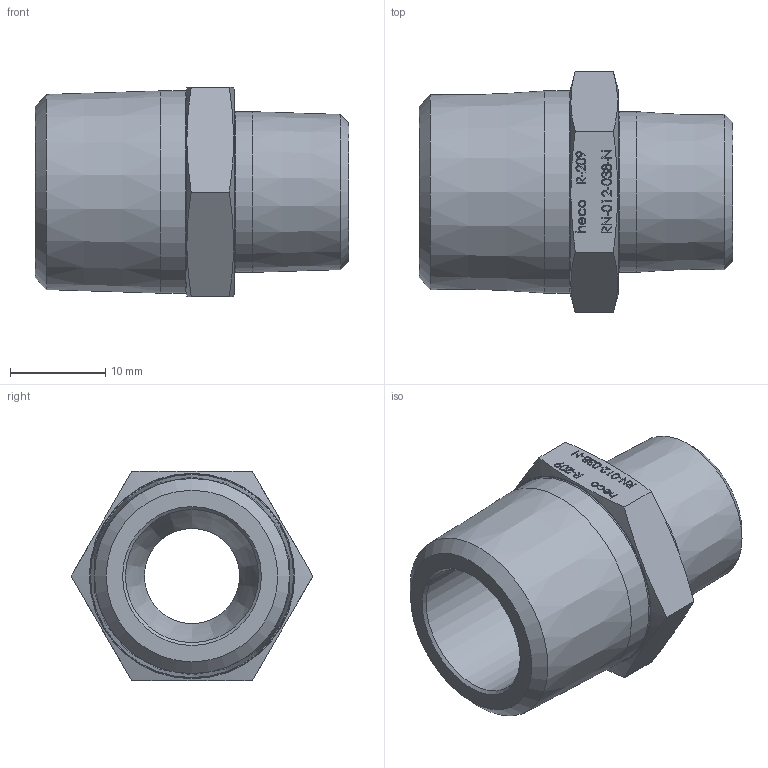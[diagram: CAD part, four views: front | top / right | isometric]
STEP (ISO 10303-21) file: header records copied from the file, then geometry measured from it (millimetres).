
FILE_DESCRIPTION (( 'STEP AP214' ), '1' );
FILE_NAME ('heco RN-012-038-N R-209 2011.STEP', '2020-11-03T14:45:22', ( '' ), ( '' ), 'SwSTEP 2.0', 'SolidWorks 2019', '' );
FILE_SCHEMA (( 'AUTOMOTIVE_DESIGN' ));
Length unit declared in the file: millimetre
Products named in the file (1): heco RN-012-038-N R-209 2011
Bounding box: 33 x 25.4 x 22.01 mm (x, y, z)
Volume: 6147.6 mm3; surface area: 3788.5 mm2
Topology: 1 solids, 1 shells, 275 faces, 714 edges, 474 vertices
Faces by surface type: plane 136, bspline 124, cone 9, cylinder 4, torus 2
Full cylindrical faces by diameter (mm): 10 x1, 14 x1, 16.893 x1, 21.267 x1
Entity records: 18175 total; most frequent: CARTESIAN_POINT 9717, ORIENTED_EDGE 1386, DIRECTION 755, EDGE_CURVE 693, VERTEX_POINT 468, VECTOR 415, LINE 415, EDGE_LOOP 325
